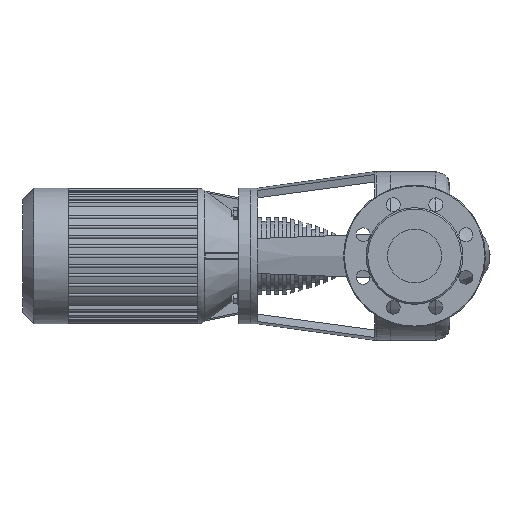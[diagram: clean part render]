
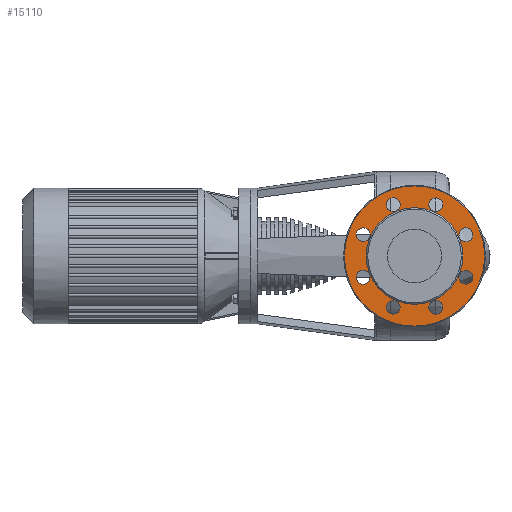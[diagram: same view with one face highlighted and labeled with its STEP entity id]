
A CAD part, left-side view. The second image highlights one B-rep face of the part: STEP entity #15110.
In plain terms, the highlighted planar face has unit normal (-1, 0, 0).
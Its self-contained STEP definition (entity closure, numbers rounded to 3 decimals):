
#14418=CARTESIAN_POINT('',(2.,0.,-91.5));
#14419=VERTEX_POINT('',#14418);
#14437=CARTESIAN_POINT('',(2.,0.,91.5));
#14438=VERTEX_POINT('',#14437);
#14446=CARTESIAN_POINT('',(2.,0.,0.0));
#14447=DIRECTION('',(1.0,0.0,0.0));
#14448=DIRECTION('',(0.0,1.0,0.0));
#14449=AXIS2_PLACEMENT_3D('',#14446,#14447,#14448);
#14450=CIRCLE('',#14449,91.5);
#14451=EDGE_CURVE('',#14438,#14419,#14450,.T.);
#14461=CARTESIAN_POINT('',(2.,63.,0.0));
#14462=VERTEX_POINT('',#14461);
#14471=CARTESIAN_POINT('',(2.,-63.,0.));
#14472=VERTEX_POINT('',#14471);
#14473=CARTESIAN_POINT('',(2.,0.,0.0));
#14474=DIRECTION('',(1.0,0.0,0.0));
#14475=DIRECTION('',(0.0,1.0,0.0));
#14476=AXIS2_PLACEMENT_3D('',#14473,#14474,#14475);
#14477=CIRCLE('',#14476,63.);
#14478=EDGE_CURVE('',#14472,#14462,#14477,.T.);
#14505=CARTESIAN_POINT('',(2.,66.981,-36.745));
#14506=VERTEX_POINT('',#14505);
#14522=CARTESIAN_POINT('',(2.,66.981,-18.745));
#14523=VERTEX_POINT('',#14522);
#14530=CARTESIAN_POINT('',(2.,66.981,-27.745));
#14531=DIRECTION('',(1.0,0.0,0.0));
#14532=DIRECTION('',(0.0,0.0,-1.0));
#14533=AXIS2_PLACEMENT_3D('',#14530,#14531,#14532);
#14534=CIRCLE('',#14533,9.0);
#14535=EDGE_CURVE('',#14506,#14523,#14534,.T.);
#14547=CARTESIAN_POINT('',(2.,73.345,21.381));
#14548=VERTEX_POINT('',#14547);
#14564=CARTESIAN_POINT('',(2.,60.617,34.109));
#14565=VERTEX_POINT('',#14564);
#14572=CARTESIAN_POINT('',(2.,66.981,27.745));
#14573=DIRECTION('',(1.0,0.,0.));
#14574=DIRECTION('',(0.,0.707,-0.707));
#14575=AXIS2_PLACEMENT_3D('',#14572,#14573,#14574);
#14576=CIRCLE('',#14575,9.0);
#14577=EDGE_CURVE('',#14548,#14565,#14576,.T.);
#14589=CARTESIAN_POINT('',(2.,36.745,66.981));
#14590=VERTEX_POINT('',#14589);
#14606=CARTESIAN_POINT('',(2.,18.745,66.981));
#14607=VERTEX_POINT('',#14606);
#14614=CARTESIAN_POINT('',(2.,27.745,66.981));
#14615=DIRECTION('',(1.0,0.0,0.0));
#14616=DIRECTION('',(0.0,1.0,0.0));
#14617=AXIS2_PLACEMENT_3D('',#14614,#14615,#14616);
#14618=CIRCLE('',#14617,9.0);
#14619=EDGE_CURVE('',#14590,#14607,#14618,.T.);
#14631=CARTESIAN_POINT('',(2.,-21.381,73.345));
#14632=VERTEX_POINT('',#14631);
#14648=CARTESIAN_POINT('',(2.,-34.109,60.617));
#14649=VERTEX_POINT('',#14648);
#14656=CARTESIAN_POINT('',(2.,-27.745,66.981));
#14657=DIRECTION('',(1.0,0.,0.));
#14658=DIRECTION('',(0.,0.707,0.707));
#14659=AXIS2_PLACEMENT_3D('',#14656,#14657,#14658);
#14660=CIRCLE('',#14659,9.0);
#14661=EDGE_CURVE('',#14632,#14649,#14660,.T.);
#14673=CARTESIAN_POINT('',(2.,-66.981,36.745));
#14674=VERTEX_POINT('',#14673);
#14690=CARTESIAN_POINT('',(2.,-66.981,18.745));
#14691=VERTEX_POINT('',#14690);
#14698=CARTESIAN_POINT('',(2.,-66.981,27.745));
#14699=DIRECTION('',(1.0,0.0,0.0));
#14700=DIRECTION('',(0.0,0.0,1.0));
#14701=AXIS2_PLACEMENT_3D('',#14698,#14699,#14700);
#14702=CIRCLE('',#14701,9.0);
#14703=EDGE_CURVE('',#14674,#14691,#14702,.T.);
#14715=CARTESIAN_POINT('',(2.,-73.345,-21.381));
#14716=VERTEX_POINT('',#14715);
#14732=CARTESIAN_POINT('',(2.,-60.617,-34.109));
#14733=VERTEX_POINT('',#14732);
#14740=CARTESIAN_POINT('',(2.,-66.981,-27.745));
#14741=DIRECTION('',(1.0,0.,0.));
#14742=DIRECTION('',(0.,-0.707,0.707));
#14743=AXIS2_PLACEMENT_3D('',#14740,#14741,#14742);
#14744=CIRCLE('',#14743,9.0);
#14745=EDGE_CURVE('',#14716,#14733,#14744,.T.);
#14757=CARTESIAN_POINT('',(2.,-36.745,-66.981));
#14758=VERTEX_POINT('',#14757);
#14774=CARTESIAN_POINT('',(2.,-18.745,-66.981));
#14775=VERTEX_POINT('',#14774);
#14782=CARTESIAN_POINT('',(2.,-27.745,-66.981));
#14783=DIRECTION('',(1.0,0.0,0.0));
#14784=DIRECTION('',(0.0,-1.0,0.0));
#14785=AXIS2_PLACEMENT_3D('',#14782,#14783,#14784);
#14786=CIRCLE('',#14785,9.0);
#14787=EDGE_CURVE('',#14758,#14775,#14786,.T.);
#14799=CARTESIAN_POINT('',(2.,21.381,-73.345));
#14800=VERTEX_POINT('',#14799);
#14816=CARTESIAN_POINT('',(2.,34.109,-60.617));
#14817=VERTEX_POINT('',#14816);
#14824=CARTESIAN_POINT('',(2.,27.745,-66.981));
#14825=DIRECTION('',(1.0,0.,0.));
#14826=DIRECTION('',(0.,-0.707,-0.707));
#14827=AXIS2_PLACEMENT_3D('',#14824,#14825,#14826);
#14828=CIRCLE('',#14827,9.0);
#14829=EDGE_CURVE('',#14800,#14817,#14828,.T.);
#14840=CARTESIAN_POINT('',(2.,27.745,-66.981));
#14841=DIRECTION('',(1.0,0.,0.));
#14842=DIRECTION('',(0.,-0.707,-0.707));
#14843=AXIS2_PLACEMENT_3D('',#14840,#14841,#14842);
#14844=CIRCLE('',#14843,9.0);
#14845=EDGE_CURVE('',#14817,#14800,#14844,.T.);
#14864=CARTESIAN_POINT('',(2.,-27.745,-66.981));
#14865=DIRECTION('',(1.0,0.0,0.0));
#14866=DIRECTION('',(0.0,-1.0,0.0));
#14867=AXIS2_PLACEMENT_3D('',#14864,#14865,#14866);
#14868=CIRCLE('',#14867,9.0);
#14869=EDGE_CURVE('',#14775,#14758,#14868,.T.);
#14888=CARTESIAN_POINT('',(2.,-66.981,-27.745));
#14889=DIRECTION('',(1.0,0.,0.));
#14890=DIRECTION('',(0.,-0.707,0.707));
#14891=AXIS2_PLACEMENT_3D('',#14888,#14889,#14890);
#14892=CIRCLE('',#14891,9.0);
#14893=EDGE_CURVE('',#14733,#14716,#14892,.T.);
#14912=CARTESIAN_POINT('',(2.,-66.981,27.745));
#14913=DIRECTION('',(1.0,0.0,0.0));
#14914=DIRECTION('',(0.0,0.0,1.0));
#14915=AXIS2_PLACEMENT_3D('',#14912,#14913,#14914);
#14916=CIRCLE('',#14915,9.0);
#14917=EDGE_CURVE('',#14691,#14674,#14916,.T.);
#14936=CARTESIAN_POINT('',(2.,-27.745,66.981));
#14937=DIRECTION('',(1.0,0.,0.));
#14938=DIRECTION('',(0.,0.707,0.707));
#14939=AXIS2_PLACEMENT_3D('',#14936,#14937,#14938);
#14940=CIRCLE('',#14939,9.0);
#14941=EDGE_CURVE('',#14649,#14632,#14940,.T.);
#14960=CARTESIAN_POINT('',(2.,27.745,66.981));
#14961=DIRECTION('',(1.0,0.0,0.0));
#14962=DIRECTION('',(0.0,1.0,0.0));
#14963=AXIS2_PLACEMENT_3D('',#14960,#14961,#14962);
#14964=CIRCLE('',#14963,9.0);
#14965=EDGE_CURVE('',#14607,#14590,#14964,.T.);
#14984=CARTESIAN_POINT('',(2.,66.981,27.745));
#14985=DIRECTION('',(1.0,0.,0.));
#14986=DIRECTION('',(0.,0.707,-0.707));
#14987=AXIS2_PLACEMENT_3D('',#14984,#14985,#14986);
#14988=CIRCLE('',#14987,9.0);
#14989=EDGE_CURVE('',#14565,#14548,#14988,.T.);
#15008=CARTESIAN_POINT('',(2.,66.981,-27.745));
#15009=DIRECTION('',(1.0,0.0,0.0));
#15010=DIRECTION('',(0.0,0.0,-1.0));
#15011=AXIS2_PLACEMENT_3D('',#15008,#15009,#15010);
#15012=CIRCLE('',#15011,9.0);
#15013=EDGE_CURVE('',#14523,#14506,#15012,.T.);
#15040=CARTESIAN_POINT('',(2.,0.,0.0));
#15041=DIRECTION('',(1.0,0.0,0.0));
#15042=DIRECTION('',(0.0,1.0,0.0));
#15043=AXIS2_PLACEMENT_3D('',#15040,#15041,#15042);
#15044=CIRCLE('',#15043,63.);
#15045=EDGE_CURVE('',#14462,#14472,#15044,.T.);
#15050=CARTESIAN_POINT('',(2.,77.25,0.0));
#15051=DIRECTION('',(-1.0,0.0,0.0));
#15052=DIRECTION('',(0.0,0.0,1.0));
#15053=AXIS2_PLACEMENT_3D('',#15050,#15051,#15052);
#15054=PLANE('',#15053);
#15055=CARTESIAN_POINT('',(2.,91.5,0.0));
#15056=VERTEX_POINT('',#15055);
#15057=CARTESIAN_POINT('',(2.,0.,0.0));
#15058=DIRECTION('',(1.0,0.0,0.0));
#15059=DIRECTION('',(0.0,1.0,0.0));
#15060=AXIS2_PLACEMENT_3D('',#15057,#15058,#15059);
#15061=CIRCLE('',#15060,91.5);
#15062=EDGE_CURVE('',#15056,#14438,#15061,.T.);
#15063=ORIENTED_EDGE('',*,*,#15062,.F.);
#15064=CARTESIAN_POINT('',(2.,0.,0.0));
#15065=DIRECTION('',(1.0,0.0,0.0));
#15066=DIRECTION('',(0.0,1.0,0.0));
#15067=AXIS2_PLACEMENT_3D('',#15064,#15065,#15066);
#15068=CIRCLE('',#15067,91.5);
#15069=EDGE_CURVE('',#14419,#15056,#15068,.T.);
#15070=ORIENTED_EDGE('',*,*,#15069,.F.);
#15071=ORIENTED_EDGE('',*,*,#14451,.F.);
#15072=EDGE_LOOP('',(#15063,#15070,#15071));
#15073=FACE_OUTER_BOUND('',#15072,.T.);
#15074=ORIENTED_EDGE('',*,*,#14845,.T.);
#15075=ORIENTED_EDGE('',*,*,#14829,.T.);
#15076=EDGE_LOOP('',(#15074,#15075));
#15077=FACE_BOUND('',#15076,.T.);
#15078=ORIENTED_EDGE('',*,*,#14869,.T.);
#15079=ORIENTED_EDGE('',*,*,#14787,.T.);
#15080=EDGE_LOOP('',(#15078,#15079));
#15081=FACE_BOUND('',#15080,.T.);
#15082=ORIENTED_EDGE('',*,*,#14893,.T.);
#15083=ORIENTED_EDGE('',*,*,#14745,.T.);
#15084=EDGE_LOOP('',(#15082,#15083));
#15085=FACE_BOUND('',#15084,.T.);
#15086=ORIENTED_EDGE('',*,*,#14917,.T.);
#15087=ORIENTED_EDGE('',*,*,#14703,.T.);
#15088=EDGE_LOOP('',(#15086,#15087));
#15089=FACE_BOUND('',#15088,.T.);
#15090=ORIENTED_EDGE('',*,*,#14941,.T.);
#15091=ORIENTED_EDGE('',*,*,#14661,.T.);
#15092=EDGE_LOOP('',(#15090,#15091));
#15093=FACE_BOUND('',#15092,.T.);
#15094=ORIENTED_EDGE('',*,*,#14965,.T.);
#15095=ORIENTED_EDGE('',*,*,#14619,.T.);
#15096=EDGE_LOOP('',(#15094,#15095));
#15097=FACE_BOUND('',#15096,.T.);
#15098=ORIENTED_EDGE('',*,*,#14989,.T.);
#15099=ORIENTED_EDGE('',*,*,#14577,.T.);
#15100=EDGE_LOOP('',(#15098,#15099));
#15101=FACE_BOUND('',#15100,.T.);
#15102=ORIENTED_EDGE('',*,*,#15013,.T.);
#15103=ORIENTED_EDGE('',*,*,#14535,.T.);
#15104=EDGE_LOOP('',(#15102,#15103));
#15105=FACE_BOUND('',#15104,.T.);
#15106=ORIENTED_EDGE('',*,*,#15045,.T.);
#15107=ORIENTED_EDGE('',*,*,#14478,.T.);
#15108=EDGE_LOOP('',(#15106,#15107));
#15109=FACE_BOUND('',#15108,.T.);
#15110=ADVANCED_FACE('',(#15073,#15077,#15081,#15085,#15089,#15093,#15097,#15101,#15105,#15109),#15054,.T.);
